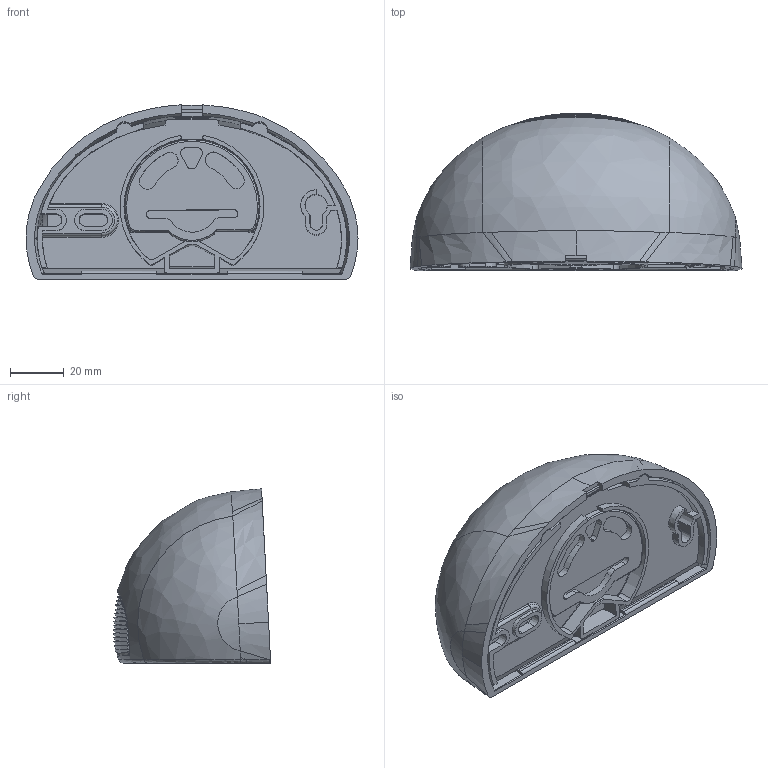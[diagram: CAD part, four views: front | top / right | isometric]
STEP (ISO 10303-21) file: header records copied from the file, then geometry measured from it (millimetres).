
FILE_DESCRIPTION((''),'2;1');
FILE_NAME('CAD-0777B_SW0001','2022-06-20T13:05:49',('creinig-se'),(''),'CREO PARAMETRIC BY PTC INC, 2019292','CREO PARAMETRIC BY PTC INC, 2019292','');
FILE_SCHEMA(('CONFIG_CONTROL_DESIGN','SHAPE_APPEARANCE_LAYERS_GROUPS'));
Products named in the file (1): CAD-0777B_SW0001
Bounding box: 123 x 58.32 x 64.61 mm (x, y, z)
Volume: 167630.7 mm3; surface area: 55996.5 mm2
Topology: 1 solids, 1 shells, 927 faces, 2904 edges, 1945 vertices
Faces by surface type: plane 271, bspline 231, torus 162, cone 124, cylinder 103, sphere 25, extrusion 11
Entity records: 53787 total; most frequent: CARTESIAN_POINT 24180, ORIENTED_EDGE 5766, DIRECTION 3612, EDGE_CURVE 2883, VERTEX_POINT 1944, AXIS2_PLACEMENT_3D 1448, B_SPLINE_CURVE_WITH_KNOTS 1426, EDGE_LOOP 953
